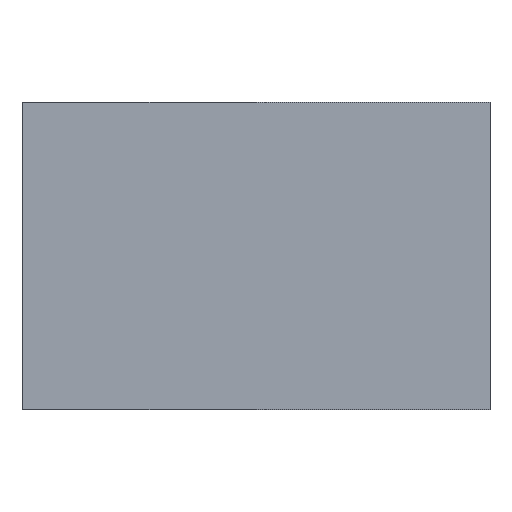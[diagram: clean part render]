
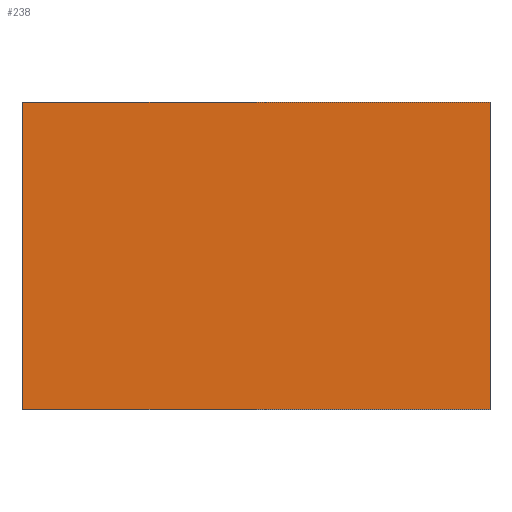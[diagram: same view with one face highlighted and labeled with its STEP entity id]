
A CAD part, top view. The second image highlights one B-rep face of the part: STEP entity #238.
In plain terms, the highlighted planar face has unit normal (0, 0, 1).
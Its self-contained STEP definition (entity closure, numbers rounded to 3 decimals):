
#24 = VERTEX_POINT('',#25);
#25 = CARTESIAN_POINT('',(-5.75,5.55,10.2));
#31 = EDGE_CURVE('',#24,#32,#34,.T.);
#32 = VERTEX_POINT('',#33);
#33 = CARTESIAN_POINT('',(5.75,5.55,10.2));
#34 = LINE('',#35,#36);
#35 = CARTESIAN_POINT('',(-5.75,5.55,10.2));
#36 = VECTOR('',#37,1.);
#37 = DIRECTION('',(1.,0.,0.));
#64 = VERTEX_POINT('',#65);
#65 = CARTESIAN_POINT('',(-5.75,-2.,10.2));
#71 = EDGE_CURVE('',#64,#24,#72,.T.);
#72 = LINE('',#73,#74);
#73 = CARTESIAN_POINT('',(-5.75,-2.,10.2));
#74 = VECTOR('',#75,1.);
#75 = DIRECTION('',(0.,1.,0.));
#93 = EDGE_CURVE('',#32,#94,#96,.T.);
#94 = VERTEX_POINT('',#95);
#95 = CARTESIAN_POINT('',(5.75,-2.,10.2));
#96 = LINE('',#97,#98);
#97 = CARTESIAN_POINT('',(5.75,5.55,10.2));
#98 = VECTOR('',#99,1.);
#99 = DIRECTION('',(0.,-1.,0.));
#238 = ADVANCED_FACE('',(#239),#250,.T.);
#239 = FACE_BOUND('',#240,.F.);
#240 = EDGE_LOOP('',(#241,#242,#243,#249));
#241 = ORIENTED_EDGE('',*,*,#31,.T.);
#242 = ORIENTED_EDGE('',*,*,#93,.T.);
#243 = ORIENTED_EDGE('',*,*,#244,.T.);
#244 = EDGE_CURVE('',#94,#64,#245,.T.);
#245 = LINE('',#246,#247);
#246 = CARTESIAN_POINT('',(5.75,-2.,10.2));
#247 = VECTOR('',#248,1.);
#248 = DIRECTION('',(-1.,0.,0.));
#249 = ORIENTED_EDGE('',*,*,#71,.T.);
#250 = PLANE('',#251);
#251 = AXIS2_PLACEMENT_3D('',#252,#253,#254);
#252 = CARTESIAN_POINT('',(0.,1.775,10.2));
#253 = DIRECTION('',(0.,0.,1.));
#254 = DIRECTION('',(1.,0.,0.));
